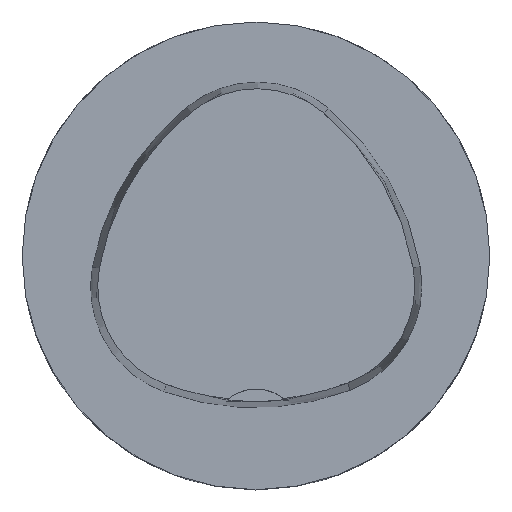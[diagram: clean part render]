
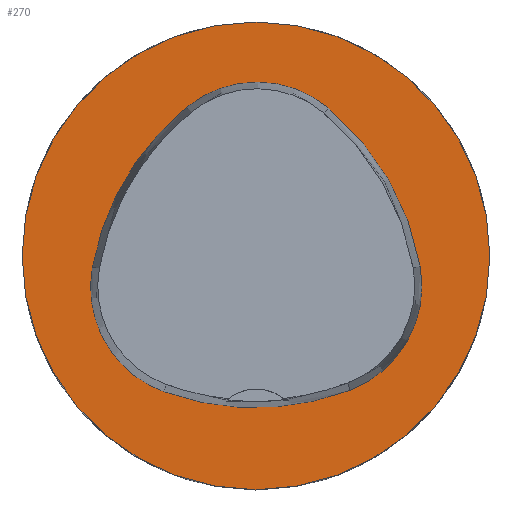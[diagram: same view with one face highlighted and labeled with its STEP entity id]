
A CAD part, top view. The second image highlights one B-rep face of the part: STEP entity #270.
In plain terms, the highlighted planar face has unit normal (0, 0, 1).
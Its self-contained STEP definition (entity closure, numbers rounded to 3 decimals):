
#123=FACE_BOUND('',#361,.T.);
#124=FACE_BOUND('',#362,.T.);
#270=ADVANCED_FACE('',(#123,#124),#312,.T.);
#312=PLANE('',#790);
#361=EDGE_LOOP('',(#484,#485,#486,#487,#488,#489));
#362=EDGE_LOOP('',(#490));
#484=ORIENTED_EDGE('',*,*,#658,.T.);
#485=ORIENTED_EDGE('',*,*,#656,.T.);
#486=ORIENTED_EDGE('',*,*,#654,.T.);
#487=ORIENTED_EDGE('',*,*,#652,.T.);
#488=ORIENTED_EDGE('',*,*,#650,.T.);
#489=ORIENTED_EDGE('',*,*,#648,.T.);
#490=ORIENTED_EDGE('',*,*,#671,.F.);
#586=VERTEX_POINT('',#1111);
#587=VERTEX_POINT('',#1113);
#588=VERTEX_POINT('',#1117);
#589=VERTEX_POINT('',#1121);
#590=VERTEX_POINT('',#1125);
#591=VERTEX_POINT('',#1129);
#600=VERTEX_POINT('',#1161);
#648=EDGE_CURVE('',#587,#586,#720,.T.);
#650=EDGE_CURVE('',#588,#587,#721,.T.);
#652=EDGE_CURVE('',#589,#588,#722,.T.);
#654=EDGE_CURVE('',#590,#589,#723,.T.);
#656=EDGE_CURVE('',#591,#590,#724,.T.);
#658=EDGE_CURVE('',#586,#591,#725,.T.);
#671=EDGE_CURVE('',#600,#600,#726,.T.);
#720=CIRCLE('',#767,36.);
#721=CIRCLE('',#769,15.);
#722=CIRCLE('',#771,36.);
#723=CIRCLE('',#773,15.);
#724=CIRCLE('',#775,36.);
#725=CIRCLE('',#777,15.);
#726=CIRCLE('',#789,31.5);
#767=AXIS2_PLACEMENT_3D('',#1112,#883,#884);
#769=AXIS2_PLACEMENT_3D('',#1116,#888,#889);
#771=AXIS2_PLACEMENT_3D('',#1120,#893,#894);
#773=AXIS2_PLACEMENT_3D('',#1124,#898,#899);
#775=AXIS2_PLACEMENT_3D('',#1128,#903,#904);
#777=AXIS2_PLACEMENT_3D('',#1132,#908,#909);
#789=AXIS2_PLACEMENT_3D('',#1160,#940,#941);
#790=AXIS2_PLACEMENT_3D('',#1162,#942,#943);
#883=DIRECTION('',(0.,0.,-1.));
#884=DIRECTION('',(-1.,0.,0.));
#888=DIRECTION('',(0.,0.,-1.));
#889=DIRECTION('',(-1.,0.,0.));
#893=DIRECTION('',(0.,0.,-1.));
#894=DIRECTION('',(-1.,0.,0.));
#898=DIRECTION('',(0.,0.,-1.));
#899=DIRECTION('',(-1.,0.,0.));
#903=DIRECTION('',(0.,0.,-1.));
#904=DIRECTION('',(-1.,0.,0.));
#908=DIRECTION('',(0.,0.,-1.));
#909=DIRECTION('',(-1.,0.,0.));
#940=DIRECTION('',(0.,0.,-1.));
#941=DIRECTION('',(-1.,0.,0.));
#942=DIRECTION('',(0.,0.,1.));
#943=DIRECTION('',(1.,0.,0.));
#1111=CARTESIAN_POINT('',(-12.373,-18.307,0.));
#1112=CARTESIAN_POINT('',(-0.137,15.55,0.));
#1113=CARTESIAN_POINT('',(12.693,-18.087,0.));
#1116=CARTESIAN_POINT('',(7.347,-4.071,0.));
#1117=CARTESIAN_POINT('',(22.122,-1.48,0.));
#1120=CARTESIAN_POINT('',(-13.337,-7.7,0.));
#1121=CARTESIAN_POINT('',(9.779,19.898,0.));
#1124=CARTESIAN_POINT('',(0.148,8.399,0.));
#1125=CARTESIAN_POINT('',(-9.317,20.036,0.));
#1128=CARTESIAN_POINT('',(13.398,-7.893,0.));
#1129=CARTESIAN_POINT('',(-22.041,-1.562,0.));
#1132=CARTESIAN_POINT('',(-7.275,-4.2,0.));
#1160=CARTESIAN_POINT('',(0.,0.,0.));
#1161=CARTESIAN_POINT('',(-31.5,0.,0.));
#1162=CARTESIAN_POINT('',(0.,0.,0.));
